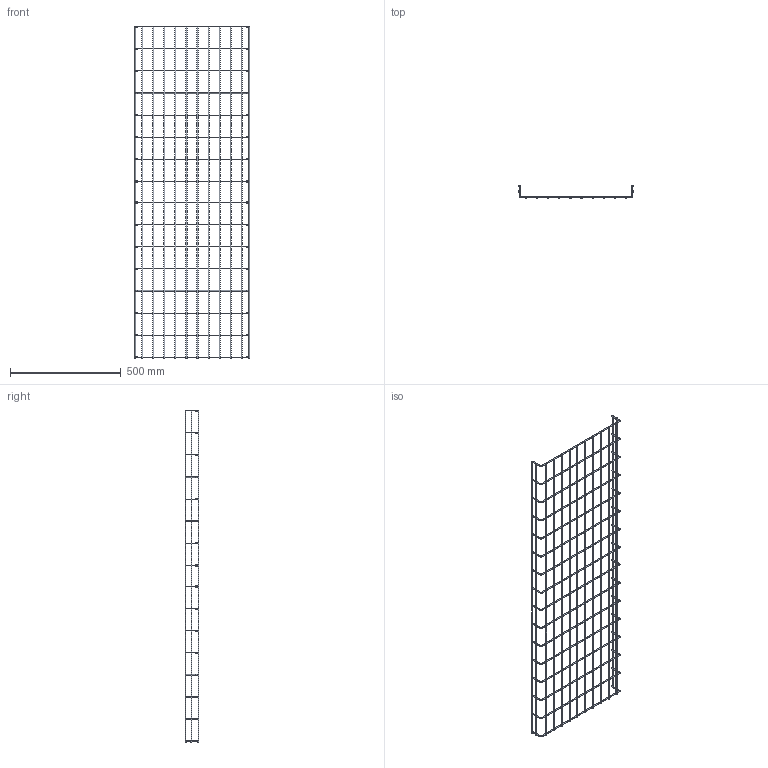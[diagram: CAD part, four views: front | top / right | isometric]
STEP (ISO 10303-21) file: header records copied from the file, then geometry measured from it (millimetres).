
FILE_DESCRIPTION (( 'STEP AP214' ), '1' );
FILE_NAME ('00406769_3D.STEP', '2022-02-09T15:59:53', ( '' ), ( '' ), 'SwSTEP 2.0', 'SolidWorks 2021', '' );
FILE_SCHEMA (( 'AUTOMOTIVE_DESIGN' ));
Length unit declared in the file: millimetre
Products named in the file (3): Length^00406769; Cross piece^00406769; 00406769_3D
Assembly tree (30 placements, depth 2):
  00406769_3D
    Cross piece^00406769  x16
    Length^00406769  x14
Bounding box: 520 x 59.98 x 1500 mm (x, y, z)
Volume: 602049.1 mm3; surface area: 482859.4 mm2
Topology: 30 solids, 30 shells, 248 faces, 436 edges, 248 vertices
Faces by surface type: cylinder 124, torus 64, plane 60
Entity records: 718 total; most frequent: DIRECTION 138, CARTESIAN_POINT 105, AXIS2_PLACEMENT_3D 65, ORIENTED_EDGE 56, PRODUCT_DEFINITION_SHAPE 33, ITEM_DEFINED_TRANSFORMATION 30, CONTEXT_DEPENDENT_SHAPE_REPRESENTATION 30, NEXT_ASSEMBLY_USAGE_OCCURRENCE 30
